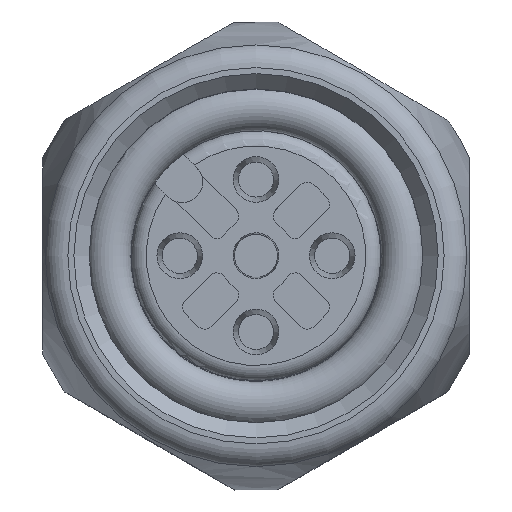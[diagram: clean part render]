
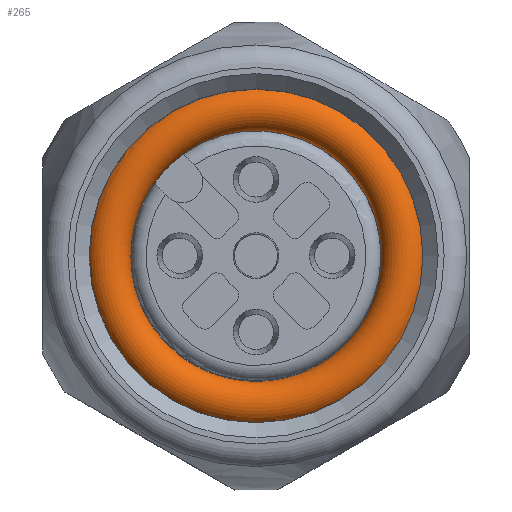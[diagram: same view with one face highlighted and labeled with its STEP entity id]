
A CAD part, top view. The second image highlights one B-rep face of the part: STEP entity #265.
In plain terms, the highlighted toroidal (fillet/blend) face has major radius 4.85 mm and minor radius 0.75 mm.
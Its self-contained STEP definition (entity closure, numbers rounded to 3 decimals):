
#195=TOROIDAL_SURFACE('',#1164,4.85,0.75);
#265=ADVANCED_FACE('',(#382,#383),#195,.T.);
#382=FACE_BOUND('',#452,.T.);
#383=FACE_BOUND('',#453,.T.);
#452=EDGE_LOOP('',(#565));
#453=EDGE_LOOP('',(#566));
#565=ORIENTED_EDGE('',*,*,#912,.F.);
#566=ORIENTED_EDGE('',*,*,#931,.F.);
#807=VERTEX_POINT('',#1646);
#826=VERTEX_POINT('',#1841);
#912=EDGE_CURVE('',#807,#807,#1052,.T.);
#931=EDGE_CURVE('',#826,#826,#1065,.T.);
#1052=CIRCLE('',#1131,5.475);
#1065=CIRCLE('',#1163,4.102);
#1131=AXIS2_PLACEMENT_3D('',#1645,#1286,#1287);
#1163=AXIS2_PLACEMENT_3D('',#1840,#1350,#1351);
#1164=AXIS2_PLACEMENT_3D('',#1842,#1352,#1353);
#1286=DIRECTION('',(0.,0.,-1.));
#1287=DIRECTION('',(-1.,0.,0.));
#1350=DIRECTION('',(0.,0.,1.));
#1351=DIRECTION('',(-1.,0.,0.));
#1352=DIRECTION('',(0.,0.,1.));
#1353=DIRECTION('',(-1.,0.,0.));
#1645=CARTESIAN_POINT('',(0.,0.,-8.085));
#1646=CARTESIAN_POINT('',(-5.475,0.,-8.085));
#1840=CARTESIAN_POINT('',(0.,0.,-8.45));
#1841=CARTESIAN_POINT('',(-4.102,0.,-8.45));
#1842=CARTESIAN_POINT('',(0.,0.,-8.5));
